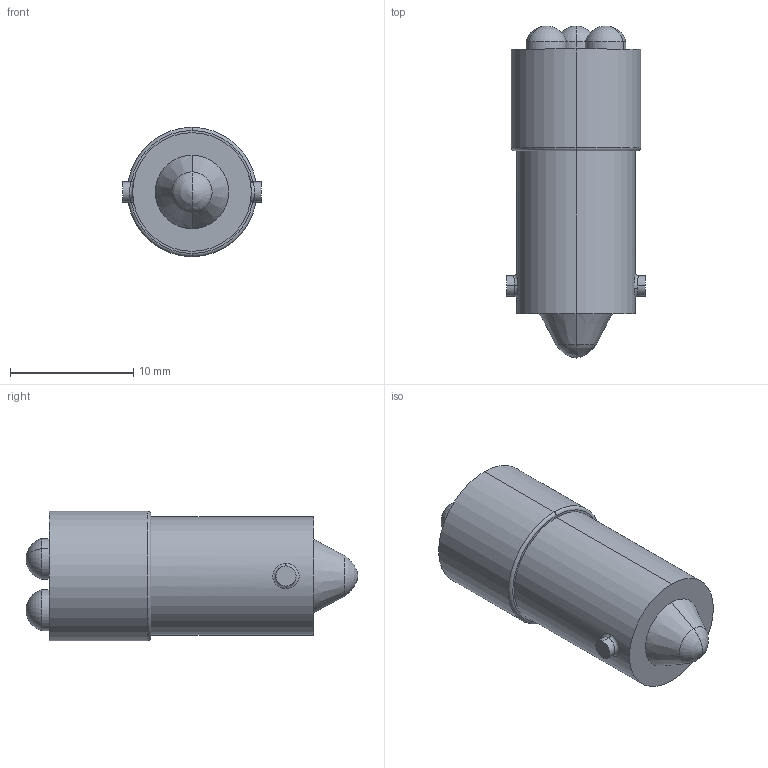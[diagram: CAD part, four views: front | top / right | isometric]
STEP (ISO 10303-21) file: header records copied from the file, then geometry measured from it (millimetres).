
FILE_DESCRIPTION (( 'STEP AP203' ), '1' );
FILE_NAME ('VC18620352.STEP', '2019-12-27T23:05:36', ( '' ), ( '' ), 'SwSTEP 2.0', 'SolidWorks 2018', '' );
FILE_SCHEMA (( 'CONFIG_CONTROL_DESIGN' ));
Length unit declared in the file: inch
Products named in the file (1): VC18620352
Bounding box: 11.28 x 26.96 x 10.5 mm (x, y, z)
Volume: 1665.8 mm3; surface area: 1043.1 mm2
Topology: 1 solids, 1 shells, 47 faces, 104 edges, 62 vertices
Faces by surface type: cylinder 22, torus 10, plane 9, bspline 4, cone 2
Entity records: 1634 total; most frequent: CARTESIAN_POINT 539, DIRECTION 232, ORIENTED_EDGE 192, AXIS2_PLACEMENT_3D 104, EDGE_CURVE 96, VERTEX_POINT 62, CIRCLE 60, EDGE_LOOP 58
